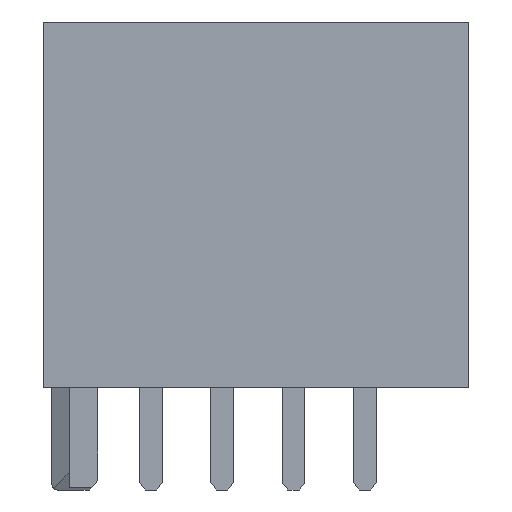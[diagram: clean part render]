
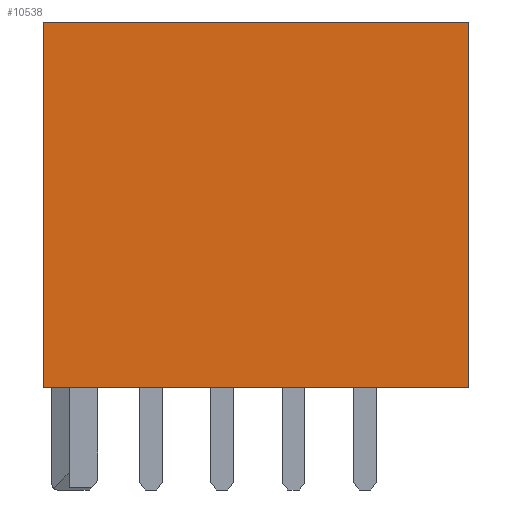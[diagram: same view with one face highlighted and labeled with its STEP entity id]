
A CAD part, left-side view. The second image highlights one B-rep face of the part: STEP entity #10538.
In plain terms, the highlighted planar face has unit normal (-1, 0, 0).
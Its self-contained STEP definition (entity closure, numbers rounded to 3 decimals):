
#1436=ORIENTED_EDGE('',*,*,#3176,.F.);
#1437=ORIENTED_EDGE('',*,*,#3268,.F.);
#1438=ORIENTED_EDGE('',*,*,#3185,.F.);
#1439=ORIENTED_EDGE('',*,*,#3168,.F.);
#3168=EDGE_CURVE('',#4130,#4131,#5008,.T.);
#3176=EDGE_CURVE('',#4136,#4130,#5016,.T.);
#3185=EDGE_CURVE('',#4131,#4141,#5025,.T.);
#3268=EDGE_CURVE('',#4141,#4136,#5108,.T.);
#4130=VERTEX_POINT('',#14667);
#4131=VERTEX_POINT('',#14669);
#4136=VERTEX_POINT('',#14683);
#4141=VERTEX_POINT('',#14704);
#5008=LINE('',#14668,#6091);
#5016=LINE('',#14684,#6099);
#5025=LINE('',#14703,#6108);
#5108=LINE('',#14856,#6191);
#6091=VECTOR('',#12322,1000.);
#6099=VECTOR('',#12334,1000.);
#6108=VECTOR('',#12355,1000.);
#6191=VECTOR('',#12512,1000.);
#6681=EDGE_LOOP('',(#1436,#1437,#1438,#1439));
#7089=FACE_BOUND('',#6681,.T.);
#7470=PLANE('',#10976);
#10538=ADVANCED_FACE('',(#7089),#7470,.F.);
#10976=AXIS2_PLACEMENT_3D('',#14855,#12510,#12511);
#12322=DIRECTION('',(0.,1.,0.));
#12334=DIRECTION('',(0.,0.,-1.));
#12355=DIRECTION('',(0.,0.,1.));
#12510=DIRECTION('',(1.,0.,0.));
#12511=DIRECTION('',(0.,0.,1.));
#12512=DIRECTION('',(0.,-1.,0.));
#14667=CARTESIAN_POINT('',(-8.5,-7.45,-6.4));
#14668=CARTESIAN_POINT('',(-8.5,-7.45,-6.4));
#14669=CARTESIAN_POINT('',(-8.5,7.45,-6.4));
#14683=CARTESIAN_POINT('',(-8.5,-7.45,6.4));
#14684=CARTESIAN_POINT('',(-8.5,-7.45,6.4));
#14703=CARTESIAN_POINT('',(-8.5,7.45,-6.4));
#14704=CARTESIAN_POINT('',(-8.5,7.45,6.4));
#14855=CARTESIAN_POINT('',(-8.5,0.,0.));
#14856=CARTESIAN_POINT('',(-8.5,7.45,6.4));
